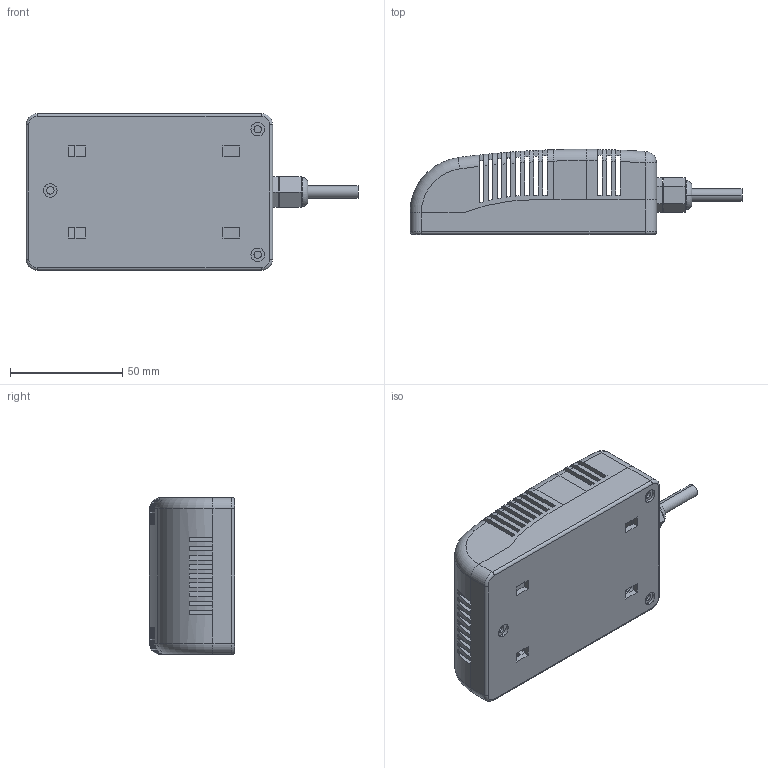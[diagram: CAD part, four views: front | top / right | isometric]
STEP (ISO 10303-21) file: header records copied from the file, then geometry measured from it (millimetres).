
FILE_DESCRIPTION (( 'STEP AP214' ), '1' );
FILE_NAME ('SRAQ-D152_3D.STEP', '2022-04-29T20:21:46', ( '' ), ( '' ), 'SwSTEP 2.0', 'SolidWorks 2021', '' );
FILE_SCHEMA (( 'AUTOMOTIVE_DESIGN' ));
Length unit declared in the file: inch
Products named in the file (1): SRAQ-D152_3D
Bounding box: 148.1 x 37.99 x 70 mm (x, y, z)
Volume: 61417.3 mm3; surface area: 51737.4 mm2
Topology: 1 solids, 1 shells, 344 faces, 1073 edges, 692 vertices
Faces by surface type: plane 222, torus 62, cylinder 56, sphere 4
Entity records: 13509 total; most frequent: CARTESIAN_POINT 3696, ORIENTED_EDGE 2138, DIRECTION 1957, EDGE_CURVE 1069, VERTEX_POINT 692, VECTOR 687, LINE 687, AXIS2_PLACEMENT_3D 635
